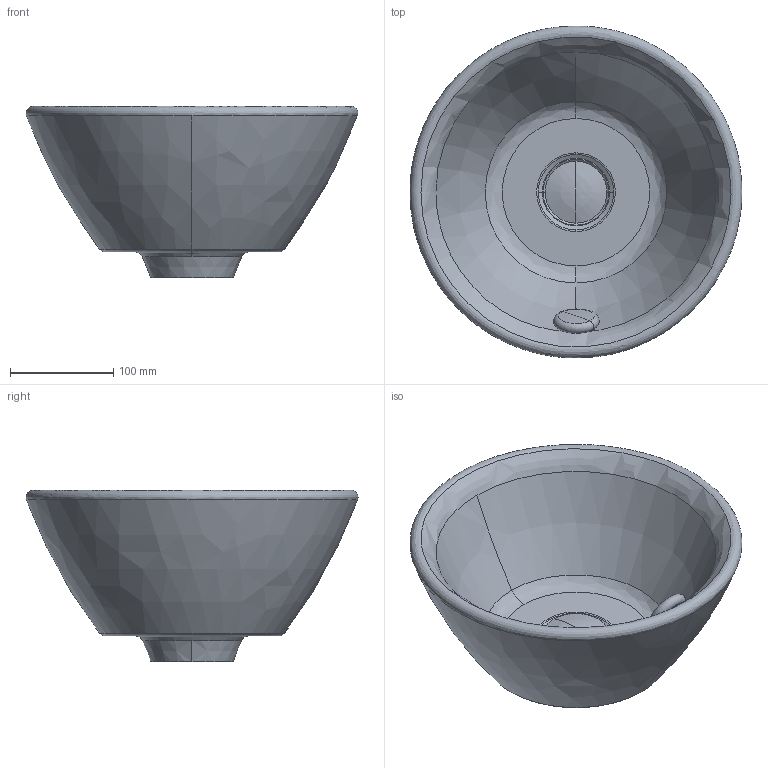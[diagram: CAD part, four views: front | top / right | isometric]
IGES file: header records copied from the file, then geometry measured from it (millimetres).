
Global section: file name: No Iges File Name specified; native system: AutoDesk Inventor R11.0; preprocessor: AutoDesk Inventor Iges Exporter R11.0; author: No Author specified; organization: No Organization specified; date: 20080204.194235; units: millimetre
Bounding box: 321.5 x 321.5 x 166.19 mm (x, y, z)
Volume: 2835415.7 mm3; surface area: 318352.6 mm2
Topology: 4 solids, 4 shells, 81 faces, 214 edges, 140 vertices
Faces by surface type: plane 18, bspline 17, revolution 14, torus 14, cylinder 14, cone 4
